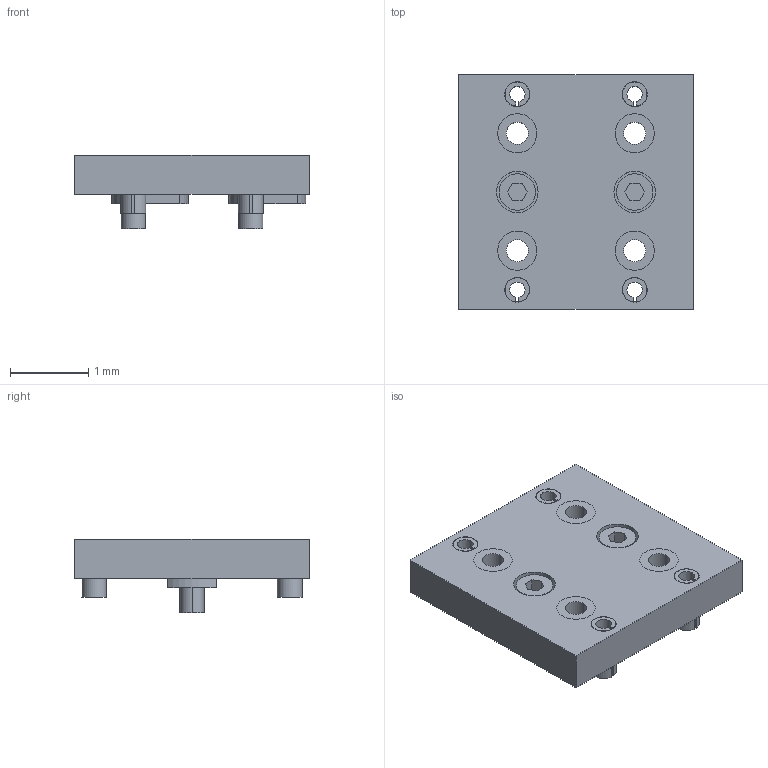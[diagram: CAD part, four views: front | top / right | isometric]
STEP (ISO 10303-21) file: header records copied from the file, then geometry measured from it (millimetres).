
FILE_DESCRIPTION((''),'2;1');
FILE_NAME('15AC7502.stp','2015-07-16T10:26:56',(''),(''),'Mechanical Desktop 2011','Mechanical Desktop 2011',', , ');
FILE_SCHEMA(('CONFIG_CONTROL_DESIGN'));
Length unit declared in the file: millimetre
Products named in the file (1): Product
Bounding box: 3 x 3 x 0.94 mm (x, y, z)
Volume: 4.5 mm3; surface area: 45.8 mm2
Topology: 15 solids, 15 shells, 132 faces, 288 edges, 188 vertices
Faces by surface type: cylinder 68, plane 64
Entity records: 3787 total; most frequent: DIRECTION 690, CARTESIAN_POINT 609, ORIENTED_EDGE 576, EDGE_CURVE 288, AXIS2_PLACEMENT_3D 269, VERTEX_POINT 188, EDGE_LOOP 170, VECTOR 152
